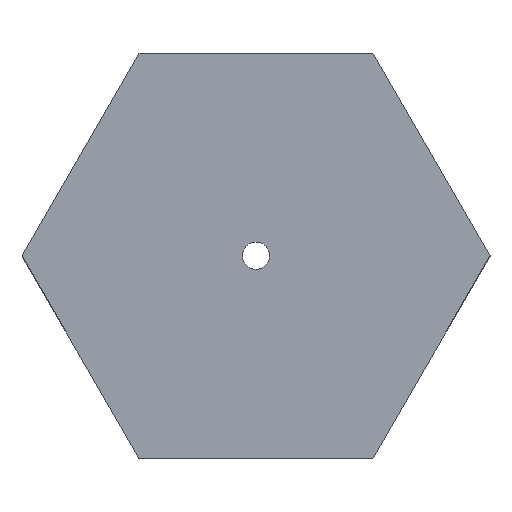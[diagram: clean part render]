
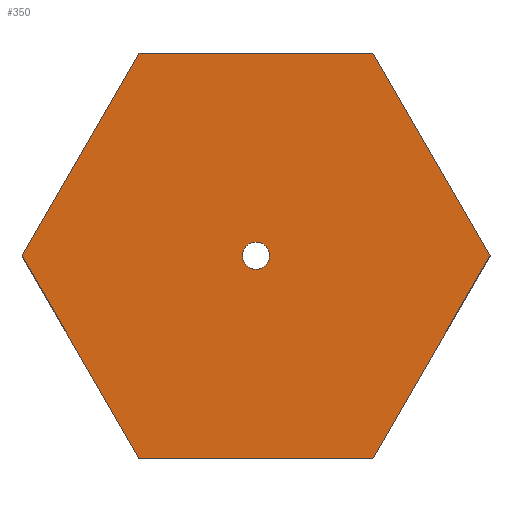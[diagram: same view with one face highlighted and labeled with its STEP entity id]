
A CAD part, top view. The second image highlights one B-rep face of the part: STEP entity #350.
In plain terms, the highlighted planar face has unit normal (0, 0, 1).
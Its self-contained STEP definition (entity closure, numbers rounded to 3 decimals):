
#21 = VECTOR ( 'NONE', #231, 1000. ) ;
#25 = CARTESIAN_POINT ( 'NONE',  ( 0., 0., 18. ) ) ;
#41 = EDGE_CURVE ( 'NONE', #338, #409, #133, .T. ) ;
#46 = VECTOR ( 'NONE', #102, 1000. ) ;
#49 = EDGE_CURVE ( 'NONE', #257, #76, #214, .T. ) ;
#53 = DIRECTION ( 'NONE',  ( 0., 0., 1. ) ) ;
#57 = VERTEX_POINT ( 'NONE', #205 ) ;
#59 = DIRECTION ( 'NONE',  ( 1., 0., 0. ) ) ;
#65 = FACE_OUTER_BOUND ( 'NONE', #120, .T. ) ;
#66 = EDGE_CURVE ( 'NONE', #409, #338, #229, .T. ) ;
#75 = FACE_BOUND ( 'NONE', #419, .T. ) ;
#76 = VERTEX_POINT ( 'NONE', #330 ) ;
#90 = LINE ( 'NONE', #212, #46 ) ;
#96 = EDGE_CURVE ( 'NONE', #297, #257, #248, .T. ) ;
#98 = DIRECTION ( 'NONE',  ( 0.5, 0.866, 0. ) ) ;
#102 = DIRECTION ( 'NONE',  ( -0.5, 0.866, 0. ) ) ;
#109 = ORIENTED_EDGE ( 'NONE', *, *, #192, .T. ) ;
#110 = ORIENTED_EDGE ( 'NONE', *, *, #111, .T. ) ;
#111 = EDGE_CURVE ( 'NONE', #76, #431, #319, .T. ) ;
#114 = AXIS2_PLACEMENT_3D ( 'NONE', #25, #177, #59 ) ;
#119 = LINE ( 'NONE', #129, #21 ) ;
#120 = EDGE_LOOP ( 'NONE', ( #374, #339, #305, #279, #110, #109 ) ) ;
#126 = DIRECTION ( 'NONE',  ( 0.5, -0.866, 0. ) ) ;
#129 = CARTESIAN_POINT ( 'NONE',  ( -7.506, -13., 18. ) ) ;
#133 = CIRCLE ( 'NONE', #164, 0.875 ) ;
#150 = CARTESIAN_POINT ( 'NONE',  ( -7.506, 13., 18. ) ) ;
#163 = CARTESIAN_POINT ( 'NONE',  ( -15.011, 0., 18. ) ) ;
#164 = AXIS2_PLACEMENT_3D ( 'NONE', #326, #53, #270 ) ;
#173 = CARTESIAN_POINT ( 'NONE',  ( -7.506, 13., 18. ) ) ;
#175 = CARTESIAN_POINT ( 'NONE',  ( 7.506, -13., 18. ) ) ;
#177 = DIRECTION ( 'NONE',  ( 0., 0., 1. ) ) ;
#192 = EDGE_CURVE ( 'NONE', #431, #57, #119, .T. ) ;
#193 = LINE ( 'NONE', #175, #388 ) ;
#201 = VERTEX_POINT ( 'NONE', #299 ) ;
#202 = CARTESIAN_POINT ( 'NONE',  ( -0.875, 0., 18. ) ) ;
#205 = CARTESIAN_POINT ( 'NONE',  ( 7.506, -13., 18. ) ) ;
#212 = CARTESIAN_POINT ( 'NONE',  ( 15.011, 0., 18. ) ) ;
#214 = LINE ( 'NONE', #173, #292 ) ;
#227 = AXIS2_PLACEMENT_3D ( 'NONE', #414, #325, #424 ) ;
#229 = CIRCLE ( 'NONE', #114, 0.875 ) ;
#231 = DIRECTION ( 'NONE',  ( 1., 0., 0. ) ) ;
#236 = VECTOR ( 'NONE', #126, 1000. ) ;
#248 = LINE ( 'NONE', #340, #404 ) ;
#257 = VERTEX_POINT ( 'NONE', #150 ) ;
#268 = DIRECTION ( 'NONE',  ( -0.5, -0.866, 0. ) ) ;
#270 = DIRECTION ( 'NONE',  ( 1., 0., 0. ) ) ;
#279 = ORIENTED_EDGE ( 'NONE', *, *, #49, .T. ) ;
#286 = ORIENTED_EDGE ( 'NONE', *, *, #66, .F. ) ;
#290 = PLANE ( 'NONE',  #227 ) ;
#292 = VECTOR ( 'NONE', #268, 1000. ) ;
#297 = VERTEX_POINT ( 'NONE', #347 ) ;
#299 = CARTESIAN_POINT ( 'NONE',  ( 15.011, 0., 18. ) ) ;
#305 = ORIENTED_EDGE ( 'NONE', *, *, #96, .T. ) ;
#306 = CARTESIAN_POINT ( 'NONE',  ( 0.875, 0., 18. ) ) ;
#319 = LINE ( 'NONE', #163, #236 ) ;
#325 = DIRECTION ( 'NONE',  ( 0., 0., 1. ) ) ;
#326 = CARTESIAN_POINT ( 'NONE',  ( 0., 0., 18. ) ) ;
#330 = CARTESIAN_POINT ( 'NONE',  ( -15.011, 0., 18. ) ) ;
#334 = CARTESIAN_POINT ( 'NONE',  ( -7.506, -13., 18. ) ) ;
#338 = VERTEX_POINT ( 'NONE', #202 ) ;
#339 = ORIENTED_EDGE ( 'NONE', *, *, #426, .T. ) ;
#340 = CARTESIAN_POINT ( 'NONE',  ( 7.506, 13., 18. ) ) ;
#347 = CARTESIAN_POINT ( 'NONE',  ( 7.506, 13., 18. ) ) ;
#350 = ADVANCED_FACE ( 'NONE', ( #75, #65 ), #290, .T. ) ;
#368 = EDGE_CURVE ( 'NONE', #57, #201, #193, .T. ) ;
#373 = ORIENTED_EDGE ( 'NONE', *, *, #41, .F. ) ;
#374 = ORIENTED_EDGE ( 'NONE', *, *, #368, .T. ) ;
#383 = DIRECTION ( 'NONE',  ( -1., 0., 0. ) ) ;
#388 = VECTOR ( 'NONE', #98, 1000. ) ;
#404 = VECTOR ( 'NONE', #383, 1000. ) ;
#409 = VERTEX_POINT ( 'NONE', #306 ) ;
#414 = CARTESIAN_POINT ( 'NONE',  ( 0., 0., 18. ) ) ;
#419 = EDGE_LOOP ( 'NONE', ( #286, #373 ) ) ;
#424 = DIRECTION ( 'NONE',  ( 1., 0., 0. ) ) ;
#426 = EDGE_CURVE ( 'NONE', #201, #297, #90, .T. ) ;
#431 = VERTEX_POINT ( 'NONE', #334 ) ;
